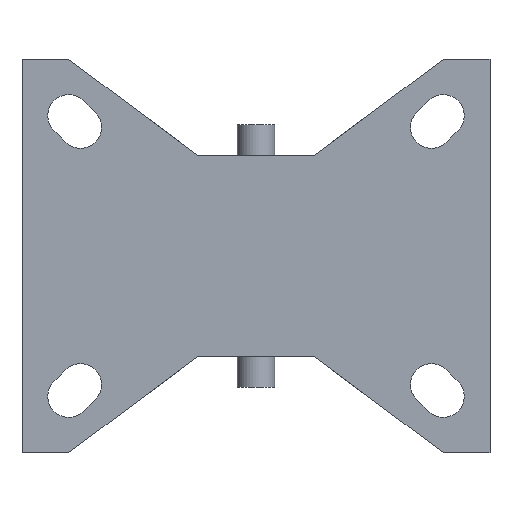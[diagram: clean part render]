
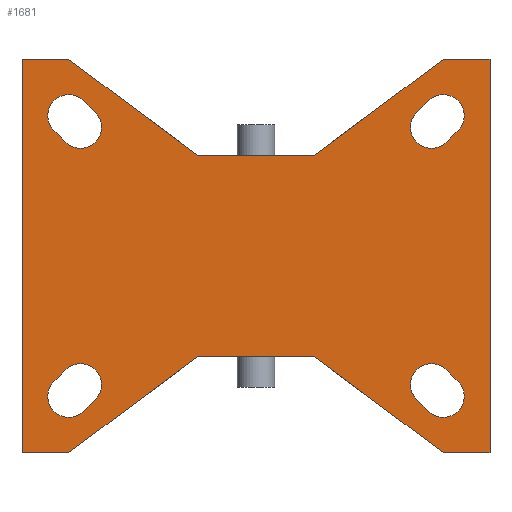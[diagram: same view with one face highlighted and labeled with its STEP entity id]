
A CAD part, front view. The second image highlights one B-rep face of the part: STEP entity #1681.
In plain terms, the highlighted planar face has unit normal (0, -1, 0).
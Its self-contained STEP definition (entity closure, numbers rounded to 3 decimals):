
#386=DIRECTION('',(-0.802,0.,-0.598));
#387=VECTOR('',#386,34.3);
#388=CARTESIAN_POINT('',(-12.5,0.,-21.5));
#389=LINE('',#388,#387);
#393=DIRECTION('',(-1.,0.,0.));
#394=VECTOR('',#393,10.);
#395=CARTESIAN_POINT('',(-40.,0.,-42.));
#396=LINE('',#395,#394);
#400=DIRECTION('',(0.,0.,1.));
#401=VECTOR('',#400,84.);
#402=CARTESIAN_POINT('',(-50.,0.,-42.));
#403=LINE('',#402,#401);
#407=DIRECTION('',(1.,0.,0.));
#408=VECTOR('',#407,10.);
#409=CARTESIAN_POINT('',(-50.,0.,42.));
#410=LINE('',#409,#408);
#414=DIRECTION('',(0.802,0.,-0.598));
#415=VECTOR('',#414,34.3);
#416=CARTESIAN_POINT('',(-40.,0.,42.));
#417=LINE('',#416,#415);
#421=DIRECTION('',(1.,0.,0.));
#422=VECTOR('',#421,25.);
#423=CARTESIAN_POINT('',(-12.5,0.,21.5));
#424=LINE('',#423,#422);
#428=DIRECTION('',(0.802,0.,0.598));
#429=VECTOR('',#428,34.3);
#430=CARTESIAN_POINT('',(12.5,0.,21.5));
#431=LINE('',#430,#429);
#435=DIRECTION('',(1.,0.,0.));
#436=VECTOR('',#435,10.);
#437=CARTESIAN_POINT('',(40.,0.,42.));
#438=LINE('',#437,#436);
#442=DIRECTION('',(0.,0.,-1.));
#443=VECTOR('',#442,84.);
#444=CARTESIAN_POINT('',(50.,0.,42.));
#445=LINE('',#444,#443);
#449=DIRECTION('',(-1.,0.,0.));
#450=VECTOR('',#449,10.);
#451=CARTESIAN_POINT('',(50.,0.,-42.));
#452=LINE('',#451,#450);
#456=DIRECTION('',(-0.802,0.,0.598));
#457=VECTOR('',#456,34.3);
#458=CARTESIAN_POINT('',(40.,0.,-42.));
#459=LINE('',#458,#457);
#463=DIRECTION('',(-1.,0.,0.));
#464=VECTOR('',#463,25.);
#465=CARTESIAN_POINT('',(12.5,0.,-21.5));
#466=LINE('',#465,#464);
#470=CARTESIAN_POINT('',(-40.,0.,-30.));
#471=DIRECTION('',(0.,1.,0.));
#472=DIRECTION('',(0.707,0.,-0.707));
#473=AXIS2_PLACEMENT_3D('',#470,#471,#472);
#478=DIRECTION('',(-0.707,0.,-0.707));
#479=VECTOR('',#478,3.536);
#480=CARTESIAN_POINT('',(-34.318,0.,-30.682));
#481=LINE('',#480,#479);
#485=CARTESIAN_POINT('',(-37.5,0.,-27.5));
#486=DIRECTION('',(0.,1.,0.));
#487=DIRECTION('',(-0.707,0.,0.707));
#488=AXIS2_PLACEMENT_3D('',#485,#486,#487);
#493=DIRECTION('',(0.707,0.,0.707));
#494=VECTOR('',#493,3.536);
#495=CARTESIAN_POINT('',(-43.182,0.,-26.818));
#496=LINE('',#495,#494);
#500=CARTESIAN_POINT('',(-40.,0.,30.));
#501=DIRECTION('',(0.,1.,0.));
#502=DIRECTION('',(-0.707,0.,-0.707));
#503=AXIS2_PLACEMENT_3D('',#500,#501,#502);
#508=DIRECTION('',(-0.707,0.,0.707));
#509=VECTOR('',#508,3.536);
#510=CARTESIAN_POINT('',(-40.682,0.,24.318));
#511=LINE('',#510,#509);
#515=CARTESIAN_POINT('',(-37.5,0.,27.5));
#516=DIRECTION('',(0.,1.,0.));
#517=DIRECTION('',(0.707,0.,0.707));
#518=AXIS2_PLACEMENT_3D('',#515,#516,#517);
#523=DIRECTION('',(0.707,0.,-0.707));
#524=VECTOR('',#523,3.536);
#525=CARTESIAN_POINT('',(-36.818,0.,33.182));
#526=LINE('',#525,#524);
#530=CARTESIAN_POINT('',(40.,0.,30.));
#531=DIRECTION('',(0.,1.,0.));
#532=DIRECTION('',(-0.707,0.,0.707));
#533=AXIS2_PLACEMENT_3D('',#530,#531,#532);
#538=DIRECTION('',(0.707,0.,0.707));
#539=VECTOR('',#538,3.536);
#540=CARTESIAN_POINT('',(34.318,0.,30.682));
#541=LINE('',#540,#539);
#545=CARTESIAN_POINT('',(37.5,0.,27.5));
#546=DIRECTION('',(0.,1.,0.));
#547=DIRECTION('',(0.707,0.,-0.707));
#548=AXIS2_PLACEMENT_3D('',#545,#546,#547);
#553=DIRECTION('',(-0.707,0.,-0.707));
#554=VECTOR('',#553,3.536);
#555=CARTESIAN_POINT('',(43.182,0.,26.818));
#556=LINE('',#555,#554);
#560=DIRECTION('',(-0.707,0.,0.707));
#561=VECTOR('',#560,3.536);
#562=CARTESIAN_POINT('',(36.818,0.,-33.182));
#563=LINE('',#562,#561);
#567=CARTESIAN_POINT('',(40.,0.,-30.));
#568=DIRECTION('',(0.,1.,0.));
#569=DIRECTION('',(0.707,0.,0.707));
#570=AXIS2_PLACEMENT_3D('',#567,#568,#569);
#575=DIRECTION('',(0.707,0.,-0.707));
#576=VECTOR('',#575,3.536);
#577=CARTESIAN_POINT('',(40.682,0.,-24.318));
#578=LINE('',#577,#576);
#582=CARTESIAN_POINT('',(37.5,0.,-27.5));
#583=DIRECTION('',(0.,1.,0.));
#584=DIRECTION('',(-0.707,0.,-0.707));
#585=AXIS2_PLACEMENT_3D('',#582,#583,#584);
#1418=CARTESIAN_POINT('',(-12.5,0.,-21.5));
#1419=CARTESIAN_POINT('',(-40.,0.,-42.));
#1420=VERTEX_POINT('',#1418);
#1421=VERTEX_POINT('',#1419);
#1422=CARTESIAN_POINT('',(-50.,0.,-42.));
#1423=VERTEX_POINT('',#1422);
#1424=CARTESIAN_POINT('',(-50.,0.,42.));
#1425=VERTEX_POINT('',#1424);
#1426=CARTESIAN_POINT('',(-40.,0.,42.));
#1427=VERTEX_POINT('',#1426);
#1428=CARTESIAN_POINT('',(-12.5,0.,21.5));
#1429=VERTEX_POINT('',#1428);
#1430=CARTESIAN_POINT('',(12.5,0.,21.5));
#1431=VERTEX_POINT('',#1430);
#1432=CARTESIAN_POINT('',(40.,0.,42.));
#1433=VERTEX_POINT('',#1432);
#1434=CARTESIAN_POINT('',(50.,0.,42.));
#1435=VERTEX_POINT('',#1434);
#1436=CARTESIAN_POINT('',(50.,0.,-42.));
#1437=VERTEX_POINT('',#1436);
#1438=CARTESIAN_POINT('',(40.,0.,-42.));
#1439=VERTEX_POINT('',#1438);
#1440=CARTESIAN_POINT('',(12.5,0.,-21.5));
#1441=VERTEX_POINT('',#1440);
#1546=CARTESIAN_POINT('',(-36.818,0.,-33.182));
#1547=CARTESIAN_POINT('',(-43.182,0.,-26.818));
#1548=VERTEX_POINT('',#1546);
#1549=VERTEX_POINT('',#1547);
#1550=CARTESIAN_POINT('',(-40.682,0.,-24.318));
#1551=VERTEX_POINT('',#1550);
#1552=CARTESIAN_POINT('',(-34.318,0.,-30.682));
#1553=VERTEX_POINT('',#1552);
#1554=CARTESIAN_POINT('',(-43.182,0.,26.818));
#1555=CARTESIAN_POINT('',(-36.818,0.,33.182));
#1556=VERTEX_POINT('',#1554);
#1557=VERTEX_POINT('',#1555);
#1558=CARTESIAN_POINT('',(-34.318,0.,30.682));
#1559=VERTEX_POINT('',#1558);
#1560=CARTESIAN_POINT('',(-40.682,0.,24.318));
#1561=VERTEX_POINT('',#1560);
#1562=CARTESIAN_POINT('',(36.818,0.,33.182));
#1563=CARTESIAN_POINT('',(43.182,0.,26.818));
#1564=VERTEX_POINT('',#1562);
#1565=VERTEX_POINT('',#1563);
#1566=CARTESIAN_POINT('',(40.682,0.,24.318));
#1567=VERTEX_POINT('',#1566);
#1568=CARTESIAN_POINT('',(34.318,0.,30.682));
#1569=VERTEX_POINT('',#1568);
#1570=CARTESIAN_POINT('',(36.818,0.,-33.182));
#1571=CARTESIAN_POINT('',(34.318,0.,-30.682));
#1572=VERTEX_POINT('',#1570);
#1573=VERTEX_POINT('',#1571);
#1574=CARTESIAN_POINT('',(40.682,0.,-24.318));
#1575=VERTEX_POINT('',#1574);
#1576=CARTESIAN_POINT('',(43.182,0.,-26.818));
#1577=VERTEX_POINT('',#1576);
#1610=CARTESIAN_POINT('',(0.,0.,0.));
#1611=DIRECTION('',(0.,1.,0.));
#1612=DIRECTION('',(1.,0.,0.));
#1613=AXIS2_PLACEMENT_3D('',#1610,#1611,#1612);
#1614=PLANE('',#1613);
#1616=ORIENTED_EDGE('',*,*,#1615,.T.);
#1618=ORIENTED_EDGE('',*,*,#1617,.T.);
#1620=ORIENTED_EDGE('',*,*,#1619,.T.);
#1622=ORIENTED_EDGE('',*,*,#1621,.T.);
#1624=ORIENTED_EDGE('',*,*,#1623,.T.);
#1626=ORIENTED_EDGE('',*,*,#1625,.T.);
#1628=ORIENTED_EDGE('',*,*,#1627,.T.);
#1630=ORIENTED_EDGE('',*,*,#1629,.T.);
#1632=ORIENTED_EDGE('',*,*,#1631,.T.);
#1634=ORIENTED_EDGE('',*,*,#1633,.T.);
#1636=ORIENTED_EDGE('',*,*,#1635,.T.);
#1638=ORIENTED_EDGE('',*,*,#1637,.T.);
#1639=EDGE_LOOP('',(#1616,#1618,#1620,#1622,#1624,#1626,#1628,#1630,#1632,#1634,
#1636,#1638));
#1640=FACE_OUTER_BOUND('',#1639,.F.);
#1642=ORIENTED_EDGE('',*,*,#1641,.F.);
#1644=ORIENTED_EDGE('',*,*,#1643,.F.);
#1646=ORIENTED_EDGE('',*,*,#1645,.F.);
#1648=ORIENTED_EDGE('',*,*,#1647,.F.);
#1649=EDGE_LOOP('',(#1642,#1644,#1646,#1648));
#1650=FACE_BOUND('',#1649,.F.);
#1652=ORIENTED_EDGE('',*,*,#1651,.F.);
#1654=ORIENTED_EDGE('',*,*,#1653,.F.);
#1656=ORIENTED_EDGE('',*,*,#1655,.F.);
#1658=ORIENTED_EDGE('',*,*,#1657,.F.);
#1659=EDGE_LOOP('',(#1652,#1654,#1656,#1658));
#1660=FACE_BOUND('',#1659,.F.);
#1662=ORIENTED_EDGE('',*,*,#1661,.F.);
#1664=ORIENTED_EDGE('',*,*,#1663,.F.);
#1666=ORIENTED_EDGE('',*,*,#1665,.F.);
#1668=ORIENTED_EDGE('',*,*,#1667,.F.);
#1669=EDGE_LOOP('',(#1662,#1664,#1666,#1668));
#1670=FACE_BOUND('',#1669,.F.);
#1672=ORIENTED_EDGE('',*,*,#1671,.F.);
#1674=ORIENTED_EDGE('',*,*,#1673,.F.);
#1676=ORIENTED_EDGE('',*,*,#1675,.F.);
#1678=ORIENTED_EDGE('',*,*,#1677,.F.);
#1679=EDGE_LOOP('',(#1672,#1674,#1676,#1678));
#1680=FACE_BOUND('',#1679,.F.);
#474=CIRCLE('',#473,4.5);
#489=CIRCLE('',#488,4.5);
#504=CIRCLE('',#503,4.5);
#519=CIRCLE('',#518,4.5);
#534=CIRCLE('',#533,4.5);
#549=CIRCLE('',#548,4.5);
#571=CIRCLE('',#570,4.5);
#586=CIRCLE('',#585,4.5);
#1615=EDGE_CURVE('',#1420,#1421,#389,.T.);
#1617=EDGE_CURVE('',#1421,#1423,#396,.T.);
#1619=EDGE_CURVE('',#1423,#1425,#403,.T.);
#1621=EDGE_CURVE('',#1425,#1427,#410,.T.);
#1623=EDGE_CURVE('',#1427,#1429,#417,.T.);
#1625=EDGE_CURVE('',#1429,#1431,#424,.T.);
#1627=EDGE_CURVE('',#1431,#1433,#431,.T.);
#1629=EDGE_CURVE('',#1433,#1435,#438,.T.);
#1631=EDGE_CURVE('',#1435,#1437,#445,.T.);
#1633=EDGE_CURVE('',#1437,#1439,#452,.T.);
#1635=EDGE_CURVE('',#1439,#1441,#459,.T.);
#1637=EDGE_CURVE('',#1441,#1420,#466,.T.);
#1641=EDGE_CURVE('',#1548,#1549,#474,.T.);
#1643=EDGE_CURVE('',#1553,#1548,#481,.T.);
#1645=EDGE_CURVE('',#1551,#1553,#489,.T.);
#1647=EDGE_CURVE('',#1549,#1551,#496,.T.);
#1651=EDGE_CURVE('',#1556,#1557,#504,.T.);
#1653=EDGE_CURVE('',#1561,#1556,#511,.T.);
#1655=EDGE_CURVE('',#1559,#1561,#519,.T.);
#1657=EDGE_CURVE('',#1557,#1559,#526,.T.);
#1661=EDGE_CURVE('',#1564,#1565,#534,.T.);
#1663=EDGE_CURVE('',#1569,#1564,#541,.T.);
#1665=EDGE_CURVE('',#1567,#1569,#549,.T.);
#1667=EDGE_CURVE('',#1565,#1567,#556,.T.);
#1671=EDGE_CURVE('',#1572,#1573,#563,.T.);
#1673=EDGE_CURVE('',#1577,#1572,#571,.T.);
#1675=EDGE_CURVE('',#1575,#1577,#578,.T.);
#1677=EDGE_CURVE('',#1573,#1575,#586,.T.);
#1681=ADVANCED_FACE('',(#1640,#1650,#1660,#1670,#1680),#1614,.F.);
